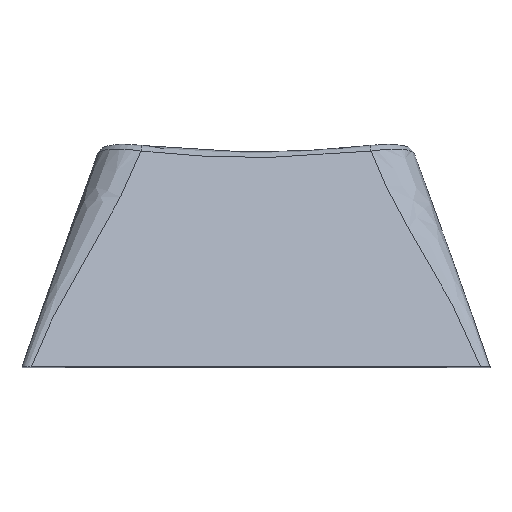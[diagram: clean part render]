
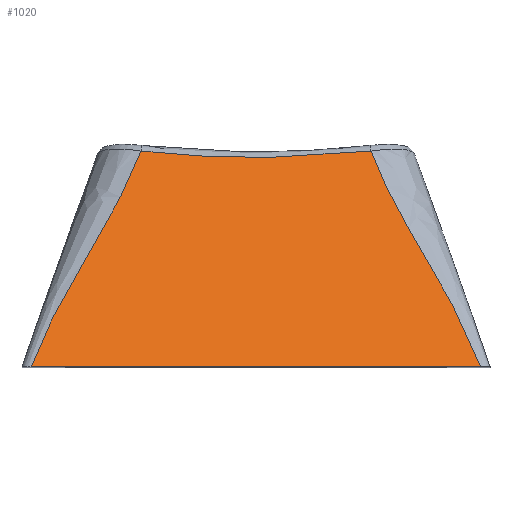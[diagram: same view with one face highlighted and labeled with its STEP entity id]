
A CAD part, top view. The second image highlights one B-rep face of the part: STEP entity #1020.
In plain terms, the highlighted planar face has unit normal (0, 0.438, 0.899).
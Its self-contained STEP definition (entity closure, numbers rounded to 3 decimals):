
#843=VERTEX_POINT('',#844);
#844=CARTESIAN_POINT('',(17.637,0.0,0.0));
#856=EDGE_CURVE('',#843,#857,#859,.F.);
#857=VERTEX_POINT('',#858);
#858=CARTESIAN_POINT('',(0.363,0.0,0.0));
#859=LINE('',#860,#861);
#860=CARTESIAN_POINT('',(0.0,0.0,0.0));
#861=VECTOR('',#862,1.0);
#862=DIRECTION('',(1.0,0.0,0.0));
#1020=ADVANCED_FACE('',(#1021),#1083,.T.);
#1021=FACE_BOUND('',#1022,.T.);
#1022=EDGE_LOOP('',(#1023,#1049,#1058,#1082));
#1023=ORIENTED_EDGE('',*,*,#1024,.T.);
#1024=EDGE_CURVE('',#843,#1025,#1027,.T.);
#1025=VERTEX_POINT('',#1026);
#1026=CARTESIAN_POINT('',(13.429,8.306,-4.043));
#1027=B_SPLINE_CURVE_WITH_KNOTS('',2,(#1028,#1029,#1030,#1031,#1032,#1033,#1034,#1035,#1036,#1037,#1038,#1039,#1040,#1041,#1042,#1043,#1044,#1045,#1046,#1047,#1048),.UNSPECIFIED.,.F.,.U.,(3,2,2,2,2,2,2,2,2,2,3),(0.0,0.125,0.25,0.375,0.5,0.625,0.75,0.875,0.938,0.969,1.0),.UNSPECIFIED.);
#1028=CARTESIAN_POINT('',(17.637,0.,0.));
#1029=CARTESIAN_POINT('',(17.452,0.527,-0.256));
#1030=CARTESIAN_POINT('',(17.194,1.098,-0.535));
#1031=CARTESIAN_POINT('',(16.966,1.606,-0.782));
#1032=CARTESIAN_POINT('',(16.668,2.174,-1.058));
#1033=CARTESIAN_POINT('',(16.42,2.648,-1.289));
#1034=CARTESIAN_POINT('',(16.086,3.234,-1.574));
#1035=CARTESIAN_POINT('',(15.885,3.586,-1.745));
#1036=CARTESIAN_POINT('',(15.475,4.286,-2.086));
#1037=CARTESIAN_POINT('',(15.063,4.989,-2.428));
#1038=CARTESIAN_POINT('',(14.864,5.338,-2.598));
#1039=CARTESIAN_POINT('',(14.53,5.924,-2.883));
#1040=CARTESIAN_POINT('',(14.283,6.398,-3.114));
#1041=CARTESIAN_POINT('',(13.986,6.969,-3.392));
#1042=CARTESIAN_POINT('',(13.763,7.475,-3.638));
#1043=CARTESIAN_POINT('',(13.64,7.754,-3.774));
#1044=CARTESIAN_POINT('',(13.535,8.023,-3.905));
#1045=CARTESIAN_POINT('',(13.482,8.159,-3.971));
#1046=CARTESIAN_POINT('',(13.431,8.299,-4.039));
#1047=CARTESIAN_POINT('',(13.425,8.315,-4.047));
#1048=CARTESIAN_POINT('',(13.332,8.577,-4.174));
#1049=ORIENTED_EDGE('',*,*,#1050,.T.);
#1050=EDGE_CURVE('',#1025,#1051,#1053,.T.);
#1051=VERTEX_POINT('',#1052);
#1052=CARTESIAN_POINT('',(4.571,8.306,-4.043));
#1053=ELLIPSE('',#1054,37.841,36.65);
#1054=AXIS2_PLACEMENT_3D('',#1055,#1056,#1057);
#1055=CARTESIAN_POINT('',(9.0,42.082,-20.481));
#1056=DIRECTION('',(0.0,-0.438,-0.899));
#1057=DIRECTION('',(0.0,-0.899,0.438));
#1058=ORIENTED_EDGE('',*,*,#1059,.T.);
#1059=EDGE_CURVE('',#1051,#857,#1060,.T.);
#1060=B_SPLINE_CURVE_WITH_KNOTS('',2,(#1061,#1062,#1063,#1064,#1065,#1066,#1067,#1068,#1069,#1070,#1071,#1072,#1073,#1074,#1075,#1076,#1077,#1078,#1079,#1080,#1081),.UNSPECIFIED.,.F.,.U.,(3,2,2,2,2,2,2,2,2,2,3),(0.0,0.031,0.063,0.125,0.25,0.375,0.5,0.625,0.75,0.875,1.0),.UNSPECIFIED.);
#1061=CARTESIAN_POINT('',(4.668,8.577,-4.174));
#1062=CARTESIAN_POINT('',(4.575,8.316,-4.047));
#1063=CARTESIAN_POINT('',(4.569,8.299,-4.039));
#1064=CARTESIAN_POINT('',(4.518,8.16,-3.971));
#1065=CARTESIAN_POINT('',(4.465,8.023,-3.905));
#1066=CARTESIAN_POINT('',(4.361,7.755,-3.774));
#1067=CARTESIAN_POINT('',(4.237,7.475,-3.638));
#1068=CARTESIAN_POINT('',(4.014,6.97,-3.392));
#1069=CARTESIAN_POINT('',(3.717,6.398,-3.114));
#1070=CARTESIAN_POINT('',(3.47,5.925,-2.883));
#1071=CARTESIAN_POINT('',(3.136,5.338,-2.598));
#1072=CARTESIAN_POINT('',(2.937,4.989,-2.428));
#1073=CARTESIAN_POINT('',(2.525,4.286,-2.086));
#1074=CARTESIAN_POINT('',(2.116,3.587,-1.746));
#1075=CARTESIAN_POINT('',(1.914,3.234,-1.574));
#1076=CARTESIAN_POINT('',(1.581,2.648,-1.289));
#1077=CARTESIAN_POINT('',(1.332,2.174,-1.058));
#1078=CARTESIAN_POINT('',(1.035,1.607,-0.782));
#1079=CARTESIAN_POINT('',(0.806,1.098,-0.535));
#1080=CARTESIAN_POINT('',(0.549,0.527,-0.257));
#1081=CARTESIAN_POINT('',(0.363,0.,0.));
#1082=ORIENTED_EDGE('',*,*,#856,.F.);
#1083=PLANE('',#1084);
#1084=AXIS2_PLACEMENT_3D('',#1085,#1086,#1087);
#1085=CARTESIAN_POINT('',(0.0,0.0,0.0));
#1086=DIRECTION('',(0.0,0.438,0.899));
#1087=DIRECTION('',(0.0,-0.899,0.438));
